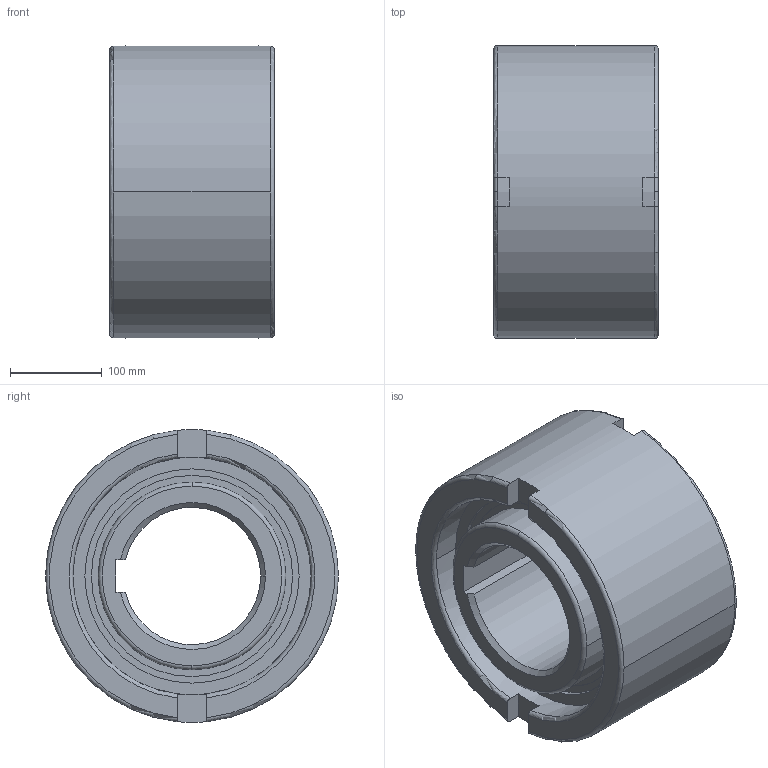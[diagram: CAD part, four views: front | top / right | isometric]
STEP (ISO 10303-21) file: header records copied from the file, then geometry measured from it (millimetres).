
FILE_DESCRIPTION(('STEP AP214'),'1');
FILE_NAME('uf_150.stp','2019-09-14T09:57:17',('TraceParts'),('TraceParts S.A.'),'Spatial InterOp 3D',' ',' ');
FILE_SCHEMA(('AUTOMOTIVE_DESIGN { 1 0 10303 214 1 1 1 1 }'));
Length unit declared in the file: millimetre
Products named in the file (1): uf_150
Bounding box: 180 x 320 x 319.82 mm (x, y, z)
Volume: 9574252 mm3; surface area: 547371.3 mm2
Topology: 1 solids, 1 shells, 69 faces, 177 edges, 118 vertices
Faces by surface type: plane 29, cylinder 24, torus 12, cone 4
Entity records: 2612 total; most frequent: CARTESIAN_POINT 861, DIRECTION 387, ORIENTED_EDGE 354, EDGE_CURVE 177, AXIS2_PLACEMENT_3D 160, VERTEX_POINT 118, CIRCLE 90, EDGE_LOOP 79
